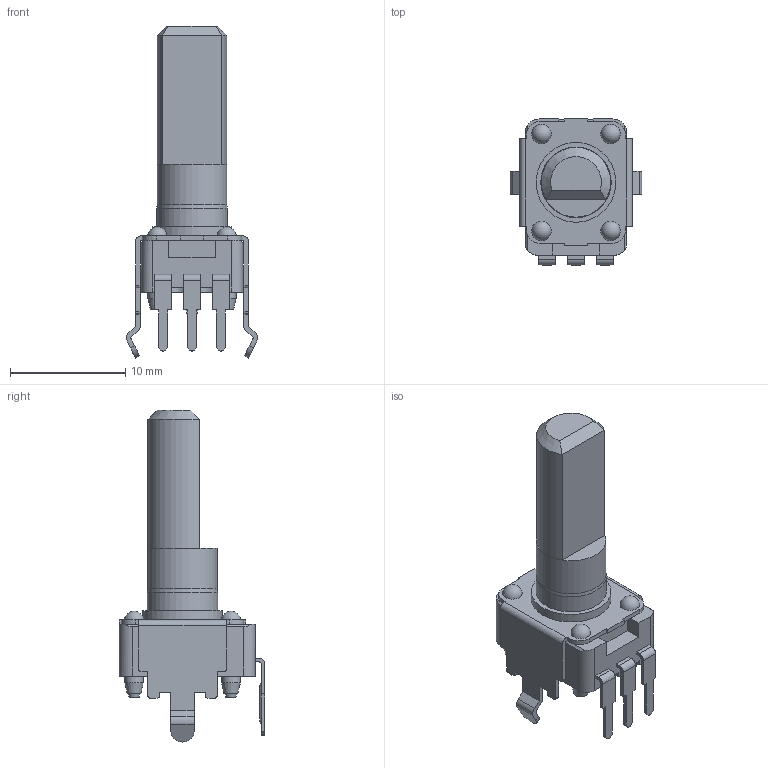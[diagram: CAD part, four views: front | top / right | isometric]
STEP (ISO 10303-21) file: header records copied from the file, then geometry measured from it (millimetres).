
FILE_DESCRIPTION( ( '' ), ' ' );
FILE_NAME( '5b588b99c1b2570fb49be358.step', '2018-07-25T14:39:22', ( '' ), ( '' ), ' ', ' ', ' ' );
FILE_SCHEMA( ( 'AUTOMOTIVE_DESIGN { 1 0 10303 214 1 1 1 1 }' ) );
Length unit declared in the file: metre
Products named in the file (6): SOLID
Bounding box: 11.4 x 12.65 x 28.8 mm (x, y, z)
Volume: 1012.5 mm3; surface area: 1316.3 mm2
Topology: 6 solids, 6 shells, 206 faces, 543 edges, 359 vertices
Faces by surface type: plane 126, cylinder 57, cone 13, sphere 10
Full cylindrical faces by diameter (mm): 1.19 x1, 1.3 x2, 1.6 x2, 1.64 x2, 6.05 x1, 6.11 x1, 6.92 x1
Entity records: 10200 total; most frequent: CARTESIAN_POINT 1078, DIRECTION 1069, ORIENTED_EDGE 1008, STYLED_ITEM 675, PRESENTATION_STYLE_ASSIGNMENT 675, COLOUR_RGB 675, EDGE_CURVE 504, CURVE_STYLE 469
